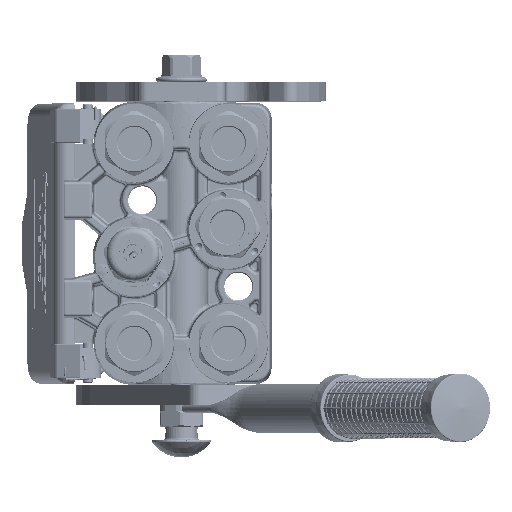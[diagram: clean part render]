
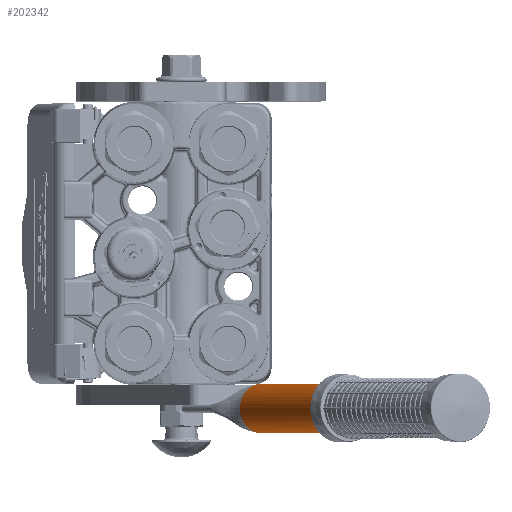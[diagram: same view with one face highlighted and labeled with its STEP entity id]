
A CAD part, top view. The second image highlights one B-rep face of the part: STEP entity #202342.
In plain terms, the highlighted cylindrical face has radius 12.5 mm (diameter 25 mm), a partial arc.
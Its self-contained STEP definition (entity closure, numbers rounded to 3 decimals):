
#793 = CARTESIAN_POINT ( 'NONE',  ( -12.466, 0.127, 0.927 ) ) ;
#2641 = CARTESIAN_POINT ( 'NONE',  ( -12.466, 0.13, 0.917 ) ) ;
#4098 = VECTOR ( 'NONE', #43115, 1000. ) ;
#7537 = DIRECTION ( 'NONE',  ( 0., 1., 0. ) ) ;
#7895 = ORIENTED_EDGE ( 'NONE', *, *, #218755, .F. ) ;
#8671 = CARTESIAN_POINT ( 'NONE',  ( 0., 0., 0. ) ) ;
#19963 = CARTESIAN_POINT ( 'NONE',  ( 12.5, 0.24, 0. ) ) ;
#21492 = CARTESIAN_POINT ( 'NONE',  ( -12.461, 0.114, 0.981 ) ) ;
#37380 = CARTESIAN_POINT ( 'NONE',  ( 12.5, 0.24, 0. ) ) ;
#40159 = DIRECTION ( 'NONE',  ( 0., 1., 0. ) ) ;
#41639 = CARTESIAN_POINT ( 'NONE',  ( -12.426, 0., 1.36 ) ) ;
#43115 = DIRECTION ( 'NONE',  ( 0., 1., 0. ) ) ;
#44955 = CARTESIAN_POINT ( 'NONE',  ( 12.426, 0., 1.36 ) ) ;
#50773 = CIRCLE ( 'NONE', #90718, 12.5 ) ;
#51363 = EDGE_CURVE ( 'NONE', #143198, #273726, #257007, .T. ) ;
#52838 = DIRECTION ( 'NONE',  ( 0., -1., 0. ) ) ;
#61356 = CARTESIAN_POINT ( 'NONE',  ( 12.5, 0.24, 0.108 ) ) ;
#65357 = CARTESIAN_POINT ( 'NONE',  ( 12.5, 0.24, 0. ) ) ;
#66447 = AXIS2_PLACEMENT_3D ( 'NONE', #173734, #152999, #110392 ) ;
#73477 = EDGE_LOOP ( 'NONE', ( #232082, #224952, #7895, #148617, #84415, #146986, #225530 ) ) ;
#80691 = VERTEX_POINT ( 'NONE', #123734 ) ;
#81204 = CARTESIAN_POINT ( 'NONE',  ( 12.488, 0.202, 0.541 ) ) ;
#81251 = AXIS2_PLACEMENT_3D ( 'NONE', #8671, #52838, #184156 ) ;
#83053 = CARTESIAN_POINT ( 'NONE',  ( 12.484, 0.186, 0.638 ) ) ;
#84415 = ORIENTED_EDGE ( 'NONE', *, *, #173302, .T. ) ;
#84929 = CARTESIAN_POINT ( 'NONE',  ( 12.499, 0.235, 0.221 ) ) ;
#85469 = VERTEX_POINT ( 'NONE', #189352 ) ;
#87409 = CARTESIAN_POINT ( 'NONE',  ( -12.426, 0., 1.36 ) ) ;
#90182 = CARTESIAN_POINT ( 'NONE',  ( -12.5, 0.24, 0. ) ) ;
#90718 = AXIS2_PLACEMENT_3D ( 'NONE', #168746, #121589, #251604 ) ;
#102895 = CARTESIAN_POINT ( 'NONE',  ( 12.472, 0.146, 0.859 ) ) ;
#104776 = CARTESIAN_POINT ( 'NONE',  ( 12.481, 0.178, 0.688 ) ) ;
#106353 = CARTESIAN_POINT ( 'NONE',  ( -12.468, 0.136, 0.889 ) ) ;
#107276 = CARTESIAN_POINT ( 'NONE',  ( -12.479, 0.172, 0.721 ) ) ;
#108236 = CARTESIAN_POINT ( 'NONE',  ( -12.474, 0.155, 0.804 ) ) ;
#109139 = CARTESIAN_POINT ( 'NONE',  ( -12.478, 0.167, 0.748 ) ) ;
#110246 = CIRCLE ( 'NONE', #66447, 12.5 ) ;
#110392 = DIRECTION ( 'NONE',  ( -0.994, 0., 0.109 ) ) ;
#111967 = EDGE_CURVE ( 'NONE', #85469, #273726, #110246, .T. ) ;
#113613 = EDGE_CURVE ( 'NONE', #143198, #180202, #214032, .T. ) ;
#121589 = DIRECTION ( 'NONE',  ( 0., 1., 0. ) ) ;
#123734 = CARTESIAN_POINT ( 'NONE',  ( -12.5, 0.24, 0. ) ) ;
#124705 = CARTESIAN_POINT ( 'NONE',  ( 12.494, 0.22, 0.394 ) ) ;
#131887 = CARTESIAN_POINT ( 'NONE',  ( -12.464, 0.121, 0.953 ) ) ;
#140313 = EDGE_CURVE ( 'NONE', #253961, #80691, #150210, .T. ) ;
#141315 = VERTEX_POINT ( 'NONE', #182129 ) ;
#143198 = VERTEX_POINT ( 'NONE', #65357 ) ;
#146986 = ORIENTED_EDGE ( 'NONE', *, *, #111967, .T. ) ;
#148304 = CARTESIAN_POINT ( 'NONE',  ( 12.426, 0., 1.36 ) ) ;
#148617 = ORIENTED_EDGE ( 'NONE', *, *, #140313, .F. ) ;
#149884 = CARTESIAN_POINT ( 'NONE',  ( -12.494, 0.221, 0.449 ) ) ;
#150210 = B_SPLINE_CURVE_WITH_KNOTS ( 'NONE', 3,
 ( #87409, #238381, #150812, #21492, #131887, #793, #2641, #153618, #106353, #278966, #108236, #109139, #107276, #149884, #172517, #90182 ),
 .UNSPECIFIED., .F., .F.,
 ( 4, 2, 1, 2, 2, 1, 2, 2, 4 ),
 ( 0., 0.25, 0.312, 0.328, 0.344, 0.375, 0.437, 0.5, 1. ),
 .UNSPECIFIED. ) ;
#150812 = CARTESIAN_POINT ( 'NONE',  ( -12.452, 0.083, 1.1 ) ) ;
#152999 = DIRECTION ( 'NONE',  ( 0., 1., 0. ) ) ;
#153618 = CARTESIAN_POINT ( 'NONE',  ( -12.467, 0.131, 0.91 ) ) ;
#157228 = CYLINDRICAL_SURFACE ( 'NONE', #81251, 12.5 ) ;
#168746 = CARTESIAN_POINT ( 'NONE',  ( 0., 198., 0. ) ) ;
#172517 = CARTESIAN_POINT ( 'NONE',  ( -12.5, 0.24, 0.216 ) ) ;
#173302 = EDGE_CURVE ( 'NONE', #253961, #85469, #174341, .T. ) ;
#173734 = CARTESIAN_POINT ( 'NONE',  ( 0., 0., 0. ) ) ;
#174341 = CIRCLE ( 'NONE', #214907, 12.5 ) ;
#177531 = FACE_OUTER_BOUND ( 'NONE', #73477, .T. ) ;
#180202 = VERTEX_POINT ( 'NONE', #230617 ) ;
#182129 = CARTESIAN_POINT ( 'NONE',  ( -12.5, 198., 0. ) ) ;
#184156 = DIRECTION ( 'NONE',  ( 1., 0., 0. ) ) ;
#186715 = CARTESIAN_POINT ( 'NONE',  ( -12.5, 0.24, 0. ) ) ;
#188897 = CARTESIAN_POINT ( 'NONE',  ( 12.481, 0.178, 0.683 ) ) ;
#189352 = CARTESIAN_POINT ( 'NONE',  ( 0., 0., 12.5 ) ) ;
#202342 = ADVANCED_FACE ( 'NONE', ( #177531 ), #157228, .T. ) ;
#212384 = CARTESIAN_POINT ( 'NONE',  ( 12.486, 0.195, 0.586 ) ) ;
#214032 = LINE ( 'NONE', #37380, #237503 ) ;
#214282 = CARTESIAN_POINT ( 'NONE',  ( 12.482, 0.182, 0.665 ) ) ;
#214907 = AXIS2_PLACEMENT_3D ( 'NONE', #244163, #7537, #268672 ) ;
#216843 = LINE ( 'NONE', #186715, #4098 ) ;
#218755 = EDGE_CURVE ( 'NONE', #80691, #141315, #216843, .T. ) ;
#224952 = ORIENTED_EDGE ( 'NONE', *, *, #249950, .F. ) ;
#225530 = ORIENTED_EDGE ( 'NONE', *, *, #51363, .F. ) ;
#230617 = CARTESIAN_POINT ( 'NONE',  ( 12.5, 198., 0. ) ) ;
#232082 = ORIENTED_EDGE ( 'NONE', *, *, #113613, .T. ) ;
#234056 = CARTESIAN_POINT ( 'NONE',  ( 12.482, 0.18, 0.676 ) ) ;
#237503 = VECTOR ( 'NONE', #40159, 1000. ) ;
#238381 = CARTESIAN_POINT ( 'NONE',  ( -12.441, 0.049, 1.219 ) ) ;
#244163 = CARTESIAN_POINT ( 'NONE',  ( 0., 0., 0. ) ) ;
#249950 = EDGE_CURVE ( 'NONE', #141315, #180202, #50773, .T. ) ;
#251604 = DIRECTION ( 'NONE',  ( -1., 0., 0. ) ) ;
#253961 = VERTEX_POINT ( 'NONE', #41639 ) ;
#255689 = CARTESIAN_POINT ( 'NONE',  ( 12.456, 0.096, 1.087 ) ) ;
#257007 = B_SPLINE_CURVE_WITH_KNOTS ( 'NONE', 3,
 ( #19963, #61356, #84929, #124705, #278353, #81204, #212384, #83053, #214282, #234056, #188897, #104776, #102895, #255689, #148304 ),
 .UNSPECIFIED., .F., .F.,
 ( 4, 2, 2, 1, 1, 1, 2, 2, 4 ),
 ( 0., 0.25, 0.375, 0.437, 0.469, 0.484, 0.492, 0.5, 1. ),
 .UNSPECIFIED. ) ;
#268672 = DIRECTION ( 'NONE',  ( -0.994, 0., 0.109 ) ) ;
#273726 = VERTEX_POINT ( 'NONE', #44955 ) ;
#278353 = CARTESIAN_POINT ( 'NONE',  ( 12.492, 0.214, 0.452 ) ) ;
#278966 = CARTESIAN_POINT ( 'NONE',  ( -12.471, 0.146, 0.847 ) ) ;
